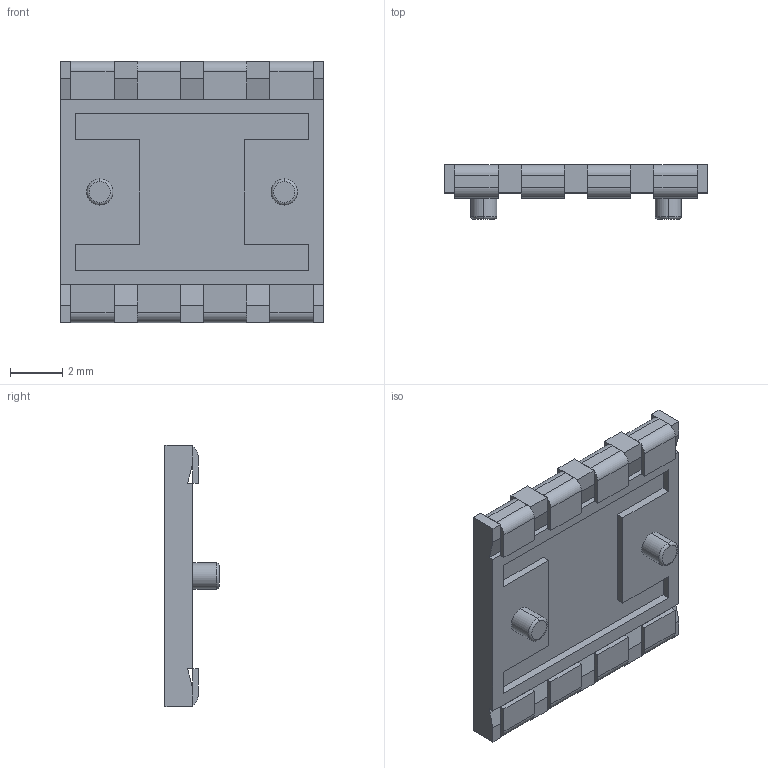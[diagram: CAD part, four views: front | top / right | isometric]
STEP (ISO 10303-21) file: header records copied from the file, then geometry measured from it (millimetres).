
FILE_DESCRIPTION (( 'STEP AP203' ), '1' );
FILE_NAME ('Connector_Flat.STEP', '2019-07-16T08:31:43', ( '' ), ( '' ), 'SwSTEP 2.0', 'SolidWorks 2019', '' );
FILE_SCHEMA (( 'CONFIG_CONTROL_DESIGN' ));
Length unit declared in the file: millimetre
Products named in the file (1): Connector_Flat
Bounding box: 10.06 x 2.07 x 10 mm (x, y, z)
Volume: 99.2 mm3; surface area: 489.6 mm2
Topology: 5 solids, 5 shells, 139 faces, 374 edges, 248 vertices
Faces by surface type: plane 115, cylinder 20, torus 4
Entity records: 4373 total; most frequent: CARTESIAN_POINT 762, ORIENTED_EDGE 748, DIRECTION 702, EDGE_CURVE 374, VECTOR 326, LINE 326, VERTEX_POINT 248, AXIS2_PLACEMENT_3D 188
